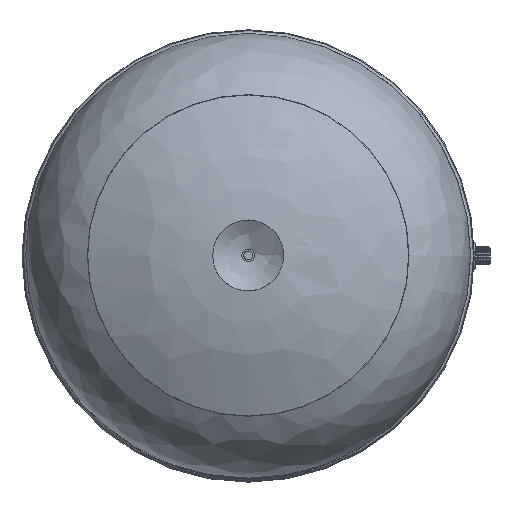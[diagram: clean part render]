
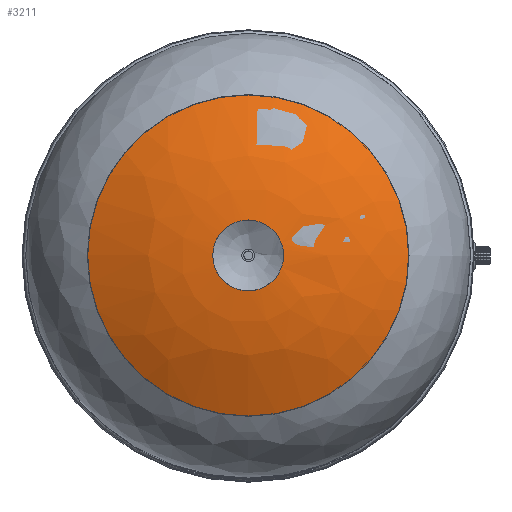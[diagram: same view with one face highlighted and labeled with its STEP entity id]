
A CAD part, top view. The second image highlights one B-rep face of the part: STEP entity #3211.
In plain terms, the highlighted free-form (B-spline) face has degree [2, 2] with [3, 9] control points.
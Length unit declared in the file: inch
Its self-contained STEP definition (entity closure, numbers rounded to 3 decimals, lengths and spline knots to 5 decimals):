
#753=FACE_OUTER_BOUND('',#944,.T.);
#944=EDGE_LOOP('',(#2117,#2118,#2119,#2120,#2121,#2122));
#1182=CIRCLE('',#3417,8.54989);
#1183=CIRCLE('',#3418,8.54989);
#1184=CIRCLE('',#3419,1.88481);
#1185=CIRCLE('',#3420,1.88481);
#1315=(
BOUNDED_CURVE()
B_SPLINE_CURVE(2,(#4793,#4794,#4795),.UNSPECIFIED.,.F.,.F.)
B_SPLINE_CURVE_WITH_KNOTS((3,3),(1.0893,1.49982),
 .UNSPECIFIED.)
CURVE()
GEOMETRIC_REPRESENTATION_ITEM()
RATIONAL_B_SPLINE_CURVE((1.,0.979,1.))
REPRESENTATION_ITEM('')
);
#1331=VERTEX_POINT('',#4758);
#1332=VERTEX_POINT('',#4762);
#1333=VERTEX_POINT('',#4792);
#1334=VERTEX_POINT('',#4796);
#1649=EDGE_CURVE('',#1331,#1332,#1182,.T.);
#1650=EDGE_CURVE('',#1332,#1331,#1183,.T.);
#1651=EDGE_CURVE('',#1331,#1333,#1315,.T.);
#1652=EDGE_CURVE('',#1333,#1334,#1184,.T.);
#1653=EDGE_CURVE('',#1334,#1333,#1185,.T.);
#2117=ORIENTED_EDGE('',*,*,#1650,.F.);
#2118=ORIENTED_EDGE('',*,*,#1649,.F.);
#2119=ORIENTED_EDGE('',*,*,#1651,.T.);
#2120=ORIENTED_EDGE('',*,*,#1652,.T.);
#2121=ORIENTED_EDGE('',*,*,#1653,.T.);
#2122=ORIENTED_EDGE('',*,*,#1651,.F.);
#3005=(
BOUNDED_SURFACE()
B_SPLINE_SURFACE(2,2,((#4765,#4766,#4767,#4768,#4769,#4770,#4771,#4772,
#4773),(#4774,#4775,#4776,#4777,#4778,#4779,#4780,#4781,#4782),(#4783,#4784,
#4785,#4786,#4787,#4788,#4789,#4790,#4791)),.UNSPECIFIED.,.F.,.T.,.F.)
B_SPLINE_SURFACE_WITH_KNOTS((3,3),(3,2,2,2,3),(-1.49982,-1.0893),
(-3.14159,-1.5708,0.,1.5708,3.14159),
 .UNSPECIFIED.)
GEOMETRIC_REPRESENTATION_ITEM()
RATIONAL_B_SPLINE_SURFACE(((1.,0.707,1.,0.707,1.,
0.707,1.,0.707,1.),(0.979,0.692,
0.979,0.692,0.979,0.692,0.979,
0.692,0.979),(1.,0.707,1.,0.707,
1.,0.707,1.,0.707,1.)))
REPRESENTATION_ITEM('')
SURFACE()
);
#3211=ADVANCED_FACE('',(#753),#3005,.F.);
#3417=AXIS2_PLACEMENT_3D('',#4763,#3757,#3758);
#3418=AXIS2_PLACEMENT_3D('',#4764,#3759,#3760);
#3419=AXIS2_PLACEMENT_3D('',#4797,#3761,#3762);
#3420=AXIS2_PLACEMENT_3D('',#4798,#3763,#3764);
#3757=DIRECTION('center_axis',(0.,0.,-1.));
#3758=DIRECTION('ref_axis',(-1.,0.,0.));
#3759=DIRECTION('center_axis',(0.,0.,-1.));
#3760=DIRECTION('ref_axis',(-1.,0.,0.));
#3761=DIRECTION('center_axis',(0.,0.,-1.));
#3762=DIRECTION('ref_axis',(-1.,0.,0.));
#3763=DIRECTION('center_axis',(0.,0.,-1.));
#3764=DIRECTION('ref_axis',(-1.,0.,0.));
#4758=CARTESIAN_POINT('',(515.09736,151.06803,964.84034));
#4762=CARTESIAN_POINT('',(497.99758,151.06803,964.84034));
#4763=CARTESIAN_POINT('Origin',(506.54747,151.06803,964.84034));
#4764=CARTESIAN_POINT('Origin',(506.54747,151.06803,964.84034));
#4765=CARTESIAN_POINT('Ctrl Pts',(508.43227,151.06803,966.72977));
#4766=CARTESIAN_POINT('Ctrl Pts',(508.43227,149.18322,966.72977));
#4767=CARTESIAN_POINT('Ctrl Pts',(506.54747,149.18322,966.72977));
#4768=CARTESIAN_POINT('Ctrl Pts',(504.66266,149.18322,966.72977));
#4769=CARTESIAN_POINT('Ctrl Pts',(504.66266,151.06803,966.72977));
#4770=CARTESIAN_POINT('Ctrl Pts',(504.66266,152.95284,966.72977));
#4771=CARTESIAN_POINT('Ctrl Pts',(506.54747,152.95284,966.72977));
#4772=CARTESIAN_POINT('Ctrl Pts',(508.43227,152.95284,966.72977));
#4773=CARTESIAN_POINT('Ctrl Pts',(508.43227,151.06803,966.72977));
#4774=CARTESIAN_POINT('Ctrl Pts',(511.9615,151.06803,966.47887));
#4775=CARTESIAN_POINT('Ctrl Pts',(511.9615,145.654,966.47887));
#4776=CARTESIAN_POINT('Ctrl Pts',(506.54747,145.654,966.47887));
#4777=CARTESIAN_POINT('Ctrl Pts',(501.13343,145.654,966.47887));
#4778=CARTESIAN_POINT('Ctrl Pts',(501.13343,151.06803,966.47887));
#4779=CARTESIAN_POINT('Ctrl Pts',(501.13343,156.48206,966.47887));
#4780=CARTESIAN_POINT('Ctrl Pts',(506.54747,156.48206,966.47887));
#4781=CARTESIAN_POINT('Ctrl Pts',(511.9615,156.48206,966.47887));
#4782=CARTESIAN_POINT('Ctrl Pts',(511.9615,151.06803,966.47887));
#4783=CARTESIAN_POINT('Ctrl Pts',(515.09736,151.06803,964.84034));
#4784=CARTESIAN_POINT('Ctrl Pts',(515.09736,142.51814,964.84034));
#4785=CARTESIAN_POINT('Ctrl Pts',(506.54747,142.51814,964.84034));
#4786=CARTESIAN_POINT('Ctrl Pts',(497.99758,142.51814,964.84034));
#4787=CARTESIAN_POINT('Ctrl Pts',(497.99758,151.06803,964.84034));
#4788=CARTESIAN_POINT('Ctrl Pts',(497.99758,159.61792,964.84034));
#4789=CARTESIAN_POINT('Ctrl Pts',(506.54747,159.61792,964.84034));
#4790=CARTESIAN_POINT('Ctrl Pts',(515.09736,159.61792,964.84034));
#4791=CARTESIAN_POINT('Ctrl Pts',(515.09736,151.06803,964.84034));
#4792=CARTESIAN_POINT('',(508.43227,151.06803,966.72977));
#4793=CARTESIAN_POINT('Ctrl Pts',(515.09736,151.06803,964.84034));
#4794=CARTESIAN_POINT('Ctrl Pts',(511.9615,151.06803,966.47887));
#4795=CARTESIAN_POINT('Ctrl Pts',(508.43227,151.06803,966.72977));
#4796=CARTESIAN_POINT('',(504.66266,151.06803,966.72977));
#4797=CARTESIAN_POINT('Origin',(506.54747,151.06803,966.72977));
#4798=CARTESIAN_POINT('Origin',(506.54747,151.06803,966.72977));
